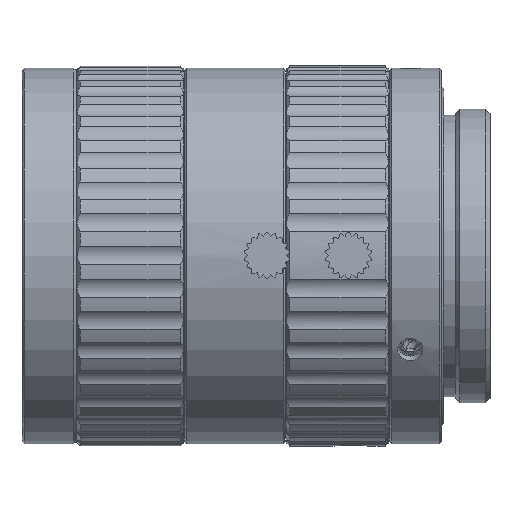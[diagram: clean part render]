
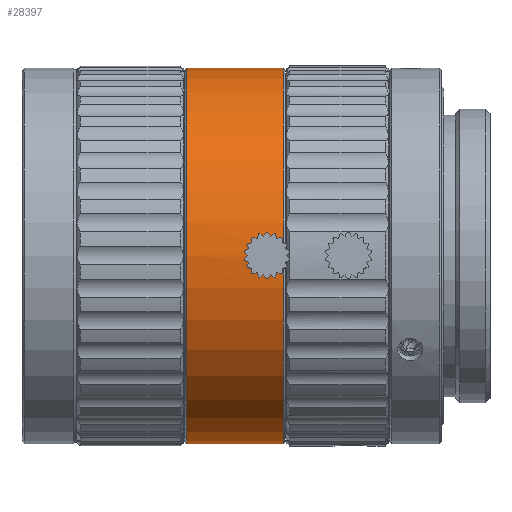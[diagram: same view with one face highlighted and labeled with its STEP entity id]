
A CAD part, top view. The second image highlights one B-rep face of the part: STEP entity #28397.
In plain terms, the highlighted cylindrical face has radius 16.25 mm (diameter 32.5 mm), a partial arc.
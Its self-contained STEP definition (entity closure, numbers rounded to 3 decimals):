
#28206 = VERTEX_POINT('',#28207);
#28207 = CARTESIAN_POINT('',(-12.7,16.25,0.));
#28213 = EDGE_CURVE('',#28206,#28214,#28216,.T.);
#28214 = VERTEX_POINT('',#28215);
#28215 = CARTESIAN_POINT('',(-12.7,0.,16.25));
#28216 = CIRCLE('',#28217,16.25);
#28217 = AXIS2_PLACEMENT_3D('',#28218,#28219,#28220);
#28218 = CARTESIAN_POINT('',(-12.7,0.,0.));
#28219 = DIRECTION('',(1.,0.,0.));
#28220 = DIRECTION('',(-0.,1.,0.));
#28222 = EDGE_CURVE('',#28214,#28223,#28225,.T.);
#28223 = VERTEX_POINT('',#28224);
#28224 = CARTESIAN_POINT('',(-12.7,-16.25,0.));
#28225 = CIRCLE('',#28226,16.25);
#28226 = AXIS2_PLACEMENT_3D('',#28227,#28228,#28229);
#28227 = CARTESIAN_POINT('',(-12.7,0.,0.));
#28228 = DIRECTION('',(1.,0.,-0.));
#28229 = DIRECTION('',(0.,0.,1.));
#28275 = EDGE_CURVE('',#28276,#28206,#28278,.T.);
#28276 = VERTEX_POINT('',#28277);
#28277 = CARTESIAN_POINT('',(-21.05,16.25,0.));
#28278 = LINE('',#28279,#28280);
#28279 = CARTESIAN_POINT('',(-21.05,16.25,0.));
#28280 = VECTOR('',#28281,1.);
#28281 = DIRECTION('',(1.,0.,0.));
#28285 = EDGE_CURVE('',#28223,#28286,#28288,.T.);
#28286 = VERTEX_POINT('',#28287);
#28287 = CARTESIAN_POINT('',(-21.05,-16.25,0.));
#28288 = LINE('',#28289,#28290);
#28289 = CARTESIAN_POINT('',(-12.7,-16.25,0.));
#28290 = VECTOR('',#28291,1.);
#28291 = DIRECTION('',(-1.,0.,0.));
#28377 = EDGE_CURVE('',#28286,#28378,#28380,.T.);
#28378 = VERTEX_POINT('',#28379);
#28379 = CARTESIAN_POINT('',(-21.05,0.,16.25));
#28380 = CIRCLE('',#28381,16.25);
#28381 = AXIS2_PLACEMENT_3D('',#28382,#28383,#28384);
#28382 = CARTESIAN_POINT('',(-21.05,0.,0.));
#28383 = DIRECTION('',(-1.,0.,0.));
#28384 = DIRECTION('',(0.,-1.,0.));
#28386 = EDGE_CURVE('',#28378,#28276,#28387,.T.);
#28387 = CIRCLE('',#28388,16.25);
#28388 = AXIS2_PLACEMENT_3D('',#28389,#28390,#28391);
#28389 = CARTESIAN_POINT('',(-21.05,0.,0.));
#28390 = DIRECTION('',(-1.,0.,0.));
#28391 = DIRECTION('',(0.,0.,1.));
#28397 = ADVANCED_FACE('',(#28398,#28406),#28448,.T.);
#28398 = FACE_BOUND('',#28399,.T.);
#28399 = EDGE_LOOP('',(#28400,#28401,#28402,#28403,#28404,#28405));
#28400 = ORIENTED_EDGE('',*,*,#28285,.F.);
#28401 = ORIENTED_EDGE('',*,*,#28222,.F.);
#28402 = ORIENTED_EDGE('',*,*,#28213,.F.);
#28403 = ORIENTED_EDGE('',*,*,#28275,.F.);
#28404 = ORIENTED_EDGE('',*,*,#28386,.F.);
#28405 = ORIENTED_EDGE('',*,*,#28377,.F.);
#28406 = FACE_BOUND('',#28407,.T.);
#28407 = EDGE_LOOP('',(#28408,#28430));
#28408 = ORIENTED_EDGE('',*,*,#28409,.T.);
#28409 = EDGE_CURVE('',#28410,#28412,#28414,.T.);
#28410 = VERTEX_POINT('',#28411);
#28411 = CARTESIAN_POINT('',(-13.1,0.,16.25));
#28412 = VERTEX_POINT('',#28413);
#28413 = CARTESIAN_POINT('',(-15.1,0.,16.25));
#28414 = B_SPLINE_CURVE_WITH_KNOTS('',3,(#28415,#28416,#28417,#28418,
    #28419,#28420,#28421,#28422,#28423,#28424,#28425,#28426,#28427,
    #28428,#28429),.UNSPECIFIED.,.F.,.F.,(4,1,1,1,1,1,1,1,1,1,1,1,4),(0.
    ,0.083,0.167,0.25,0.333,
    0.417,0.5,0.583,0.667,0.75,0.833
    ,0.917,1.),.UNSPECIFIED.);
#28415 = CARTESIAN_POINT('',(-13.1,0.,16.25));
#28416 = CARTESIAN_POINT('',(-13.1,-0.082,16.25));
#28417 = CARTESIAN_POINT('',(-13.12,-0.242,
    16.249));
#28418 = CARTESIAN_POINT('',(-13.221,-0.487,
    16.243));
#28419 = CARTESIAN_POINT('',(-13.386,-0.696,
    16.235));
#28420 = CARTESIAN_POINT('',(-13.601,-0.854,
    16.228));
#28421 = CARTESIAN_POINT('',(-13.836,-0.948,
    16.222));
#28422 = CARTESIAN_POINT('',(-14.108,-0.983,
    16.22));
#28423 = CARTESIAN_POINT('',(-14.375,-0.945,
    16.223));
#28424 = CARTESIAN_POINT('',(-14.609,-0.848,
    16.228));
#28425 = CARTESIAN_POINT('',(-14.818,-0.692,
    16.236));
#28426 = CARTESIAN_POINT('',(-14.978,-0.488,
    16.243));
#28427 = CARTESIAN_POINT('',(-15.078,-0.248,
    16.249));
#28428 = CARTESIAN_POINT('',(-15.1,-0.084,16.25));
#28429 = CARTESIAN_POINT('',(-15.1,0.,16.25));
#28430 = ORIENTED_EDGE('',*,*,#28431,.T.);
#28431 = EDGE_CURVE('',#28412,#28410,#28432,.T.);
#28432 = B_SPLINE_CURVE_WITH_KNOTS('',3,(#28433,#28434,#28435,#28436,
    #28437,#28438,#28439,#28440,#28441,#28442,#28443,#28444,#28445,
    #28446,#28447),.UNSPECIFIED.,.F.,.F.,(4,1,1,1,1,1,1,1,1,1,1,1,4),(0.
    ,0.083,0.167,0.25,0.333,
    0.417,0.5,0.583,0.667,0.75,0.833
    ,0.917,1.),.UNSPECIFIED.);
#28433 = CARTESIAN_POINT('',(-15.1,0.,16.25));
#28434 = CARTESIAN_POINT('',(-15.1,0.083,16.25));
#28435 = CARTESIAN_POINT('',(-15.079,0.245,
    16.249));
#28436 = CARTESIAN_POINT('',(-14.983,0.477,
    16.243));
#28437 = CARTESIAN_POINT('',(-14.83,0.679,
    16.236));
#28438 = CARTESIAN_POINT('',(-14.62,0.843,
    16.228));
#28439 = CARTESIAN_POINT('',(-14.381,0.944,
    16.223));
#28440 = CARTESIAN_POINT('',(-14.107,0.984,
    16.22));
#28441 = CARTESIAN_POINT('',(-13.835,0.948,
    16.222));
#28442 = CARTESIAN_POINT('',(-13.597,0.852,
    16.228));
#28443 = CARTESIAN_POINT('',(-13.38,0.69,
    16.236));
#28444 = CARTESIAN_POINT('',(-13.22,0.484,
    16.243));
#28445 = CARTESIAN_POINT('',(-13.121,0.244,
    16.249));
#28446 = CARTESIAN_POINT('',(-13.1,0.083,16.25));
#28447 = CARTESIAN_POINT('',(-13.1,0.,16.25));
#28448 = CYLINDRICAL_SURFACE('',#28449,16.25);
#28449 = AXIS2_PLACEMENT_3D('',#28450,#28451,#28452);
#28450 = CARTESIAN_POINT('',(-21.217,0.,0.));
#28451 = DIRECTION('',(1.,0.,0.));
#28452 = DIRECTION('',(0.,-1.,0.));
